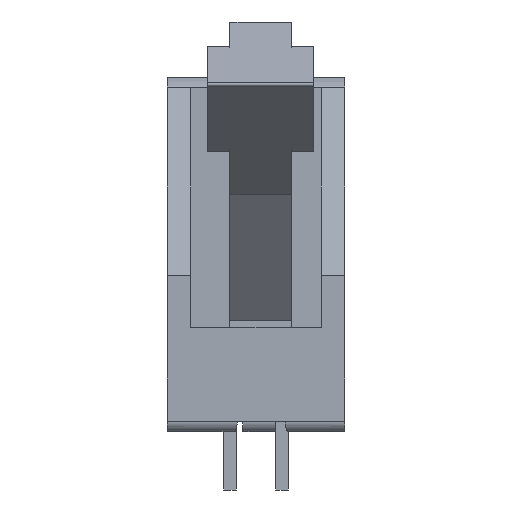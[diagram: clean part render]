
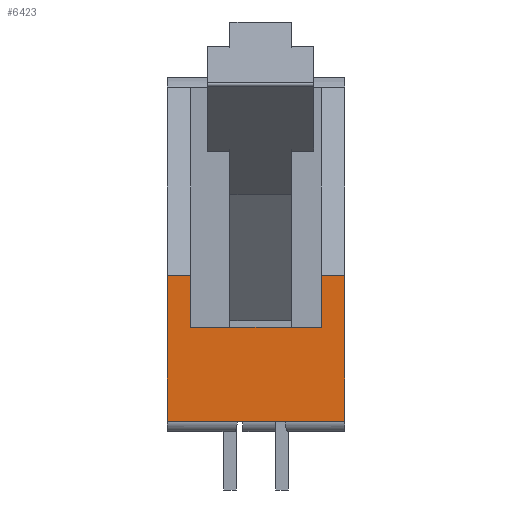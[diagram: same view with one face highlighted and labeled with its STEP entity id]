
A CAD part, left-side view. The second image highlights one B-rep face of the part: STEP entity #6423.
In plain terms, the highlighted planar face has unit normal (-1, 0, 0).
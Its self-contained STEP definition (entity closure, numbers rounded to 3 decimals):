
#158=B_SPLINE_CURVE_WITH_KNOTS($,1,(#8947,#8948),.UNSPECIFIED.,.F.,.F.,
(2,2),(0.,1.),.UNSPECIFIED.);
#230=B_SPLINE_CURVE_WITH_KNOTS($,1,(#10008,#10009),.UNSPECIFIED.,.F.,.F.,
(2,2),(0.,1.),.UNSPECIFIED.);
#322=B_SPLINE_CURVE_WITH_KNOTS($,1,(#10426,#10427),.UNSPECIFIED.,.F.,.F.,
(2,2),(0.,1.),.UNSPECIFIED.);
#323=B_SPLINE_CURVE_WITH_KNOTS($,1,(#10430,#10431),.UNSPECIFIED.,.F.,.F.,
(2,2),(0.,1.),.UNSPECIFIED.);
#324=B_SPLINE_CURVE_WITH_KNOTS($,1,(#10433,#10434),.UNSPECIFIED.,.F.,.F.,
(2,2),(0.,1.),.UNSPECIFIED.);
#325=B_SPLINE_CURVE_WITH_KNOTS($,1,(#10436,#10437),.UNSPECIFIED.,.F.,.F.,
(2,2),(0.,1.),.UNSPECIFIED.);
#326=B_SPLINE_CURVE_WITH_KNOTS($,1,(#10438,#10439),.UNSPECIFIED.,.F.,.F.,
(2,2),(0.,1.),.UNSPECIFIED.);
#327=B_SPLINE_CURVE_WITH_KNOTS($,1,(#10440,#10441),.UNSPECIFIED.,.F.,.F.,
(2,2),(0.,1.),.UNSPECIFIED.);
#509=FACE_OUTER_BOUND($,#926,.T.);
#926=EDGE_LOOP($,(#4345,#4346,#4347,#4348,#4349,#4350,#4351,#4352));
#2527=VERTEX_POINT($,#8943);
#2528=VERTEX_POINT($,#8946);
#2598=VERTEX_POINT($,#10004);
#2599=VERTEX_POINT($,#10007);
#2664=VERTEX_POINT($,#10423);
#2665=VERTEX_POINT($,#10429);
#2666=VERTEX_POINT($,#10432);
#2667=VERTEX_POINT($,#10435);
#3170=EDGE_CURVE($,#2527,#2528,#158,.T.);
#3243=EDGE_CURVE($,#2599,#2598,#230,.T.);
#3335=EDGE_CURVE($,#2527,#2664,#322,.T.);
#3336=EDGE_CURVE($,#2664,#2665,#323,.T.);
#3337=EDGE_CURVE($,#2665,#2666,#324,.T.);
#3338=EDGE_CURVE($,#2666,#2667,#325,.T.);
#3339=EDGE_CURVE($,#2667,#2599,#326,.T.);
#3340=EDGE_CURVE($,#2528,#2598,#327,.T.);
#4345=ORIENTED_EDGE($,*,*,#3335,.T.);
#4346=ORIENTED_EDGE($,*,*,#3336,.T.);
#4347=ORIENTED_EDGE($,*,*,#3337,.T.);
#4348=ORIENTED_EDGE($,*,*,#3338,.T.);
#4349=ORIENTED_EDGE($,*,*,#3339,.T.);
#4350=ORIENTED_EDGE($,*,*,#3243,.T.);
#4351=ORIENTED_EDGE($,*,*,#3340,.F.);
#4352=ORIENTED_EDGE($,*,*,#3170,.F.);
#6044=PLANE($,#6919);
#6423=ADVANCED_FACE($,(#509),#6044,.T.);
#6919=AXIS2_PLACEMENT_3D($,#10428,#7397,#7398);
#7397=DIRECTION('center_axis',(-1.,0.,0.));
#7398=DIRECTION('ref_axis',(0.,0.,1.));
#8943=CARTESIAN_POINT('',(-22.352,-4.318,7.62));
#8946=CARTESIAN_POINT('',(-22.352,-4.318,0.508));
#8947=CARTESIAN_POINT('Ctrl Pts',(-22.352,-4.318,7.62));
#8948=CARTESIAN_POINT('Ctrl Pts',(-22.352,-4.318,0.508));
#10004=CARTESIAN_POINT('',(-22.352,4.318,0.508));
#10007=CARTESIAN_POINT('',(-22.352,4.318,7.62));
#10008=CARTESIAN_POINT('Ctrl Pts',(-22.352,4.318,7.62));
#10009=CARTESIAN_POINT('Ctrl Pts',(-22.352,4.318,0.508));
#10423=CARTESIAN_POINT('',(-22.352,-3.175,7.62));
#10426=CARTESIAN_POINT('Ctrl Pts',(-22.352,-4.318,
7.62));
#10427=CARTESIAN_POINT('Ctrl Pts',(-22.352,-3.175,
7.62));
#10428=CARTESIAN_POINT('Origin',(-22.352,4.491,7.762));
#10429=CARTESIAN_POINT('',(-22.352,-3.175,5.08));
#10430=CARTESIAN_POINT('Ctrl Pts',(-22.352,-3.175,
7.62));
#10431=CARTESIAN_POINT('Ctrl Pts',(-22.352,-3.175,
5.08));
#10432=CARTESIAN_POINT('',(-22.352,3.175,5.08));
#10433=CARTESIAN_POINT('Ctrl Pts',(-22.352,-3.175,
5.08));
#10434=CARTESIAN_POINT('Ctrl Pts',(-22.352,3.175,5.08));
#10435=CARTESIAN_POINT('',(-22.352,3.175,7.62));
#10436=CARTESIAN_POINT('Ctrl Pts',(-22.352,3.175,5.08));
#10437=CARTESIAN_POINT('Ctrl Pts',(-22.352,3.175,7.62));
#10438=CARTESIAN_POINT('Ctrl Pts',(-22.352,3.175,7.62));
#10439=CARTESIAN_POINT('Ctrl Pts',(-22.352,4.318,7.62));
#10440=CARTESIAN_POINT('Ctrl Pts',(-22.352,-4.318,
0.508));
#10441=CARTESIAN_POINT('Ctrl Pts',(-22.352,4.318,0.508));
